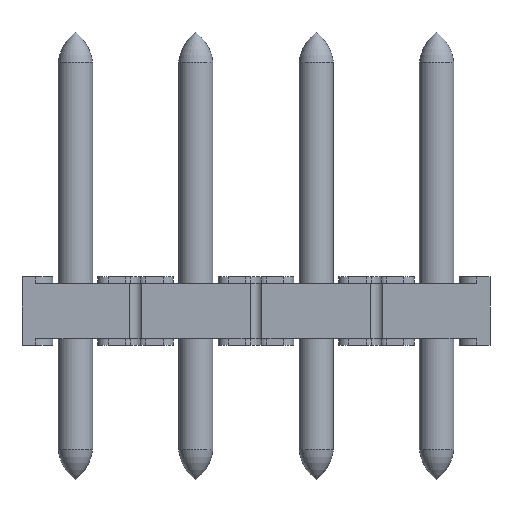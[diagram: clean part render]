
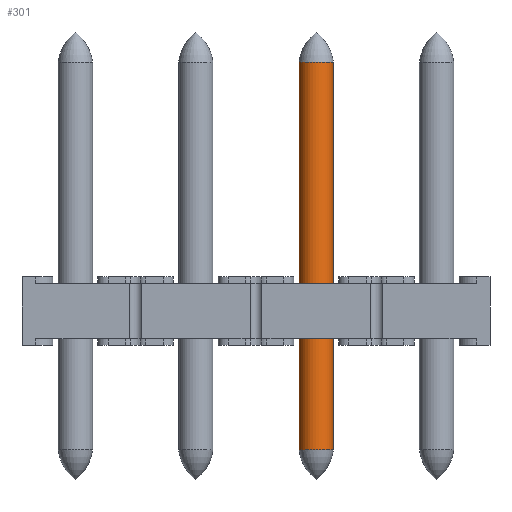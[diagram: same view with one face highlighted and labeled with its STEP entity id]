
A CAD part, front view. The second image highlights one B-rep face of the part: STEP entity #301.
In plain terms, the highlighted cylindrical face has radius 0.5 mm (diameter 1 mm), a partial arc.
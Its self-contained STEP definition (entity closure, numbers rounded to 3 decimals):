
#301=ADVANCED_FACE('',(#853),#854,.T.);
#853=FACE_OUTER_BOUND('',#1681,.T.);
#854=CYLINDRICAL_SURFACE('',#1682,0.5);
#1681=EDGE_LOOP('',(#2495,#2496,#2497,#2498));
#1682=AXIS2_PLACEMENT_3D('',#2499,#2500,#2501);
#2495=ORIENTED_EDGE('',*,*,#4938,.T.);
#2496=ORIENTED_EDGE('',*,*,#4946,.T.);
#2497=ORIENTED_EDGE('',*,*,#4942,.F.);
#2498=ORIENTED_EDGE('',*,*,#4947,.F.);
#2499=CARTESIAN_POINT('',(8.55,1.4,4.067));
#2500=DIRECTION('',(0.0,0.0,-1.0));
#2501=DIRECTION('',(1.0,0.0,0.0));
#4938=EDGE_CURVE('',#5909,#5910,#5911,.T.);
#4942=EDGE_CURVE('',#5916,#5917,#5918,.T.);
#4946=EDGE_CURVE('',#5910,#5917,#5923,.T.);
#4947=EDGE_CURVE('',#5909,#5916,#5924,.T.);
#5909=VERTEX_POINT('',#7348);
#5910=VERTEX_POINT('',#7349);
#5911=CIRCLE('',#7350,0.5);
#5916=VERTEX_POINT('',#7355);
#5917=VERTEX_POINT('',#7356);
#5918=CIRCLE('',#7357,0.5);
#5923=LINE('',#7362,#7363);
#5924=LINE('',#7364,#7365);
#7348=CARTESIAN_POINT('',(8.05,1.4,-3.034));
#7349=CARTESIAN_POINT('',(9.05,1.4,-3.034));
#7350=AXIS2_PLACEMENT_3D('',#9148,#9149,#9150);
#7355=CARTESIAN_POINT('',(8.05,1.4,8.234));
#7356=CARTESIAN_POINT('',(9.05,1.4,8.234));
#7357=AXIS2_PLACEMENT_3D('',#9157,#9158,#9159);
#7362=CARTESIAN_POINT('',(9.05,1.4,4.067));
#7363=VECTOR('',#9166,1.0);
#7364=CARTESIAN_POINT('',(8.05,1.4,4.067));
#7365=VECTOR('',#9167,1.0);
#9148=CARTESIAN_POINT('',(8.55,1.4,-3.034));
#9149=DIRECTION('',(0.0,0.0,1.0));
#9150=DIRECTION('',(1.0,0.0,0.0));
#9157=CARTESIAN_POINT('',(8.55,1.4,8.234));
#9158=DIRECTION('',(0.0,0.0,1.0));
#9159=DIRECTION('',(1.0,0.0,0.0));
#9166=DIRECTION('',(0.0,0.0,1.0));
#9167=DIRECTION('',(0.0,0.0,1.0));
